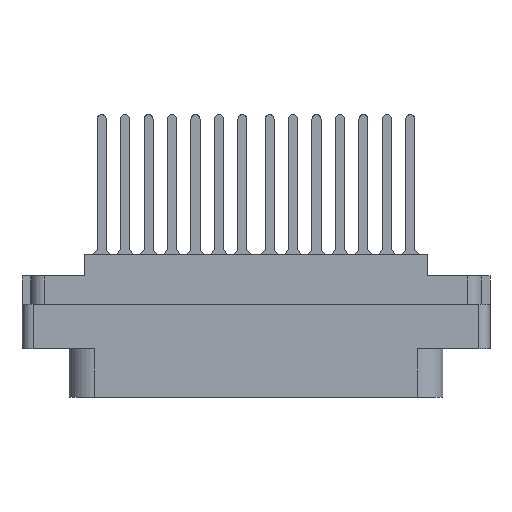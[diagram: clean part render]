
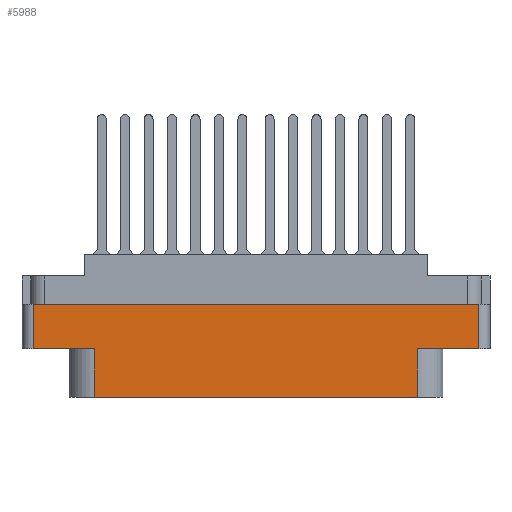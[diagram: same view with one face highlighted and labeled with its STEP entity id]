
A CAD part, front view. The second image highlights one B-rep face of the part: STEP entity #5988.
In plain terms, the highlighted planar face has unit normal (0, -1, 0).
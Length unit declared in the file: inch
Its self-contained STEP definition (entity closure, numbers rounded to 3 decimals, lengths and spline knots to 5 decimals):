
#2562 = LINE ( 'NONE', #29139, #29427 ) ;
#3851 = LINE ( 'NONE', #20480, #10441 ) ;
#5019 = CARTESIAN_POINT ( 'NONE',  ( 1.2335, -0.438, -0.274 ) ) ;
#5708 = EDGE_CURVE ( 'NONE', #26916, #22997, #31531, .T. ) ;
#5988 = ADVANCED_FACE ( 'NONE', ( #19968 ), #12235, .T. ) ;
#6187 = CARTESIAN_POINT ( 'NONE',  ( 1.2335, -0.438, -0.789 ) ) ;
#6277 = CARTESIAN_POINT ( 'NONE',  ( 0., -0.438, -0.52 ) ) ;
#7263 = LINE ( 'NONE', #23471, #8358 ) ;
#7729 = CARTESIAN_POINT ( 'NONE',  ( 1.2335, -0.438, -0.52 ) ) ;
#8358 = VECTOR ( 'NONE', #19959, 39.37008 ) ;
#9595 = EDGE_CURVE ( 'NONE', #42772, #21015, #2562, .T. ) ;
#10441 = VECTOR ( 'NONE', #12810, 39.37008 ) ;
#12235 = PLANE ( 'NONE',  #21314 ) ;
#12810 = DIRECTION ( 'NONE',  ( 1., 0., 0. ) ) ;
#14029 = VECTOR ( 'NONE', #31263, 39.37008 ) ;
#14497 = ORIENTED_EDGE ( 'NONE', *, *, #26060, .T. ) ;
#14627 = CARTESIAN_POINT ( 'NONE',  ( 0.895, -0.438, -0.789 ) ) ;
#14700 = ORIENTED_EDGE ( 'NONE', *, *, #21256, .T. ) ;
#15250 = LINE ( 'NONE', #6277, #42654 ) ;
#17108 = CARTESIAN_POINT ( 'NONE',  ( -1.2335, -0.438, -0.789 ) ) ;
#17693 = VERTEX_POINT ( 'NONE', #33598 ) ;
#18490 = CARTESIAN_POINT ( 'NONE',  ( 0.895, -0.438, -0.52 ) ) ;
#18830 = DIRECTION ( 'NONE',  ( -1., 0., 0. ) ) ;
#19528 = VECTOR ( 'NONE', #30696, 39.37008 ) ;
#19959 = DIRECTION ( 'NONE',  ( 0., 0., 1. ) ) ;
#19968 = FACE_OUTER_BOUND ( 'NONE', #20386, .T. ) ;
#20386 = EDGE_LOOP ( 'NONE', ( #33244, #29239, #36241, #38154, #33534, #14497, #27043, #14700 ) ) ;
#20480 = CARTESIAN_POINT ( 'NONE',  ( -1.2955, -0.438, -0.789 ) ) ;
#21015 = VERTEX_POINT ( 'NONE', #24178 ) ;
#21121 = CARTESIAN_POINT ( 'NONE',  ( -0.895, -0.438, -0.52 ) ) ;
#21256 = EDGE_CURVE ( 'NONE', #43404, #22997, #44240, .T. ) ;
#21314 = AXIS2_PLACEMENT_3D ( 'NONE', #22473, #40118, #22156 ) ;
#22056 = LINE ( 'NONE', #17108, #34181 ) ;
#22156 = DIRECTION ( 'NONE',  ( 0., 0., -1. ) ) ;
#22473 = CARTESIAN_POINT ( 'NONE',  ( -1.2955, -0.438, -0.789 ) ) ;
#22997 = VERTEX_POINT ( 'NONE', #5019 ) ;
#23184 = EDGE_CURVE ( 'NONE', #17693, #43402, #3851, .T. ) ;
#23471 = CARTESIAN_POINT ( 'NONE',  ( 0.895, -0.438, -0.52 ) ) ;
#24178 = CARTESIAN_POINT ( 'NONE',  ( -1.2335, -0.438, -0.52 ) ) ;
#24247 = LINE ( 'NONE', #41180, #45149 ) ;
#26060 = EDGE_CURVE ( 'NONE', #43402, #28493, #7263, .T. ) ;
#26916 = VERTEX_POINT ( 'NONE', #30209 ) ;
#27043 = ORIENTED_EDGE ( 'NONE', *, *, #41730, .F. ) ;
#28493 = VERTEX_POINT ( 'NONE', #18490 ) ;
#29139 = CARTESIAN_POINT ( 'NONE',  ( 0., -0.438, -0.52 ) ) ;
#29239 = ORIENTED_EDGE ( 'NONE', *, *, #35794, .T. ) ;
#29427 = VECTOR ( 'NONE', #18830, 39.37008 ) ;
#29862 = EDGE_CURVE ( 'NONE', #42772, #17693, #24247, .T. ) ;
#30209 = CARTESIAN_POINT ( 'NONE',  ( -1.2335, -0.438, -0.274 ) ) ;
#30696 = DIRECTION ( 'NONE',  ( 0., 0., 1. ) ) ;
#31263 = DIRECTION ( 'NONE',  ( 1., 0., 0. ) ) ;
#31531 = LINE ( 'NONE', #41821, #14029 ) ;
#33244 = ORIENTED_EDGE ( 'NONE', *, *, #5708, .F. ) ;
#33534 = ORIENTED_EDGE ( 'NONE', *, *, #23184, .T. ) ;
#33598 = CARTESIAN_POINT ( 'NONE',  ( -0.895, -0.438, -0.789 ) ) ;
#34181 = VECTOR ( 'NONE', #45170, 39.37008 ) ;
#35794 = EDGE_CURVE ( 'NONE', #26916, #21015, #22056, .T. ) ;
#36241 = ORIENTED_EDGE ( 'NONE', *, *, #9595, .F. ) ;
#37833 = DIRECTION ( 'NONE',  ( 0., 0., -1. ) ) ;
#37999 = DIRECTION ( 'NONE',  ( -1., 0., 0. ) ) ;
#38154 = ORIENTED_EDGE ( 'NONE', *, *, #29862, .T. ) ;
#40118 = DIRECTION ( 'NONE',  ( 0., -1., 0. ) ) ;
#41180 = CARTESIAN_POINT ( 'NONE',  ( -0.895, -0.438, -0.789 ) ) ;
#41730 = EDGE_CURVE ( 'NONE', #43404, #28493, #15250, .T. ) ;
#41821 = CARTESIAN_POINT ( 'NONE',  ( 0., -0.438, -0.274 ) ) ;
#42654 = VECTOR ( 'NONE', #37999, 39.37008 ) ;
#42772 = VERTEX_POINT ( 'NONE', #21121 ) ;
#43402 = VERTEX_POINT ( 'NONE', #14627 ) ;
#43404 = VERTEX_POINT ( 'NONE', #7729 ) ;
#44240 = LINE ( 'NONE', #6187, #19528 ) ;
#45149 = VECTOR ( 'NONE', #37833, 39.37008 ) ;
#45170 = DIRECTION ( 'NONE',  ( 0., 0., -1. ) ) ;
